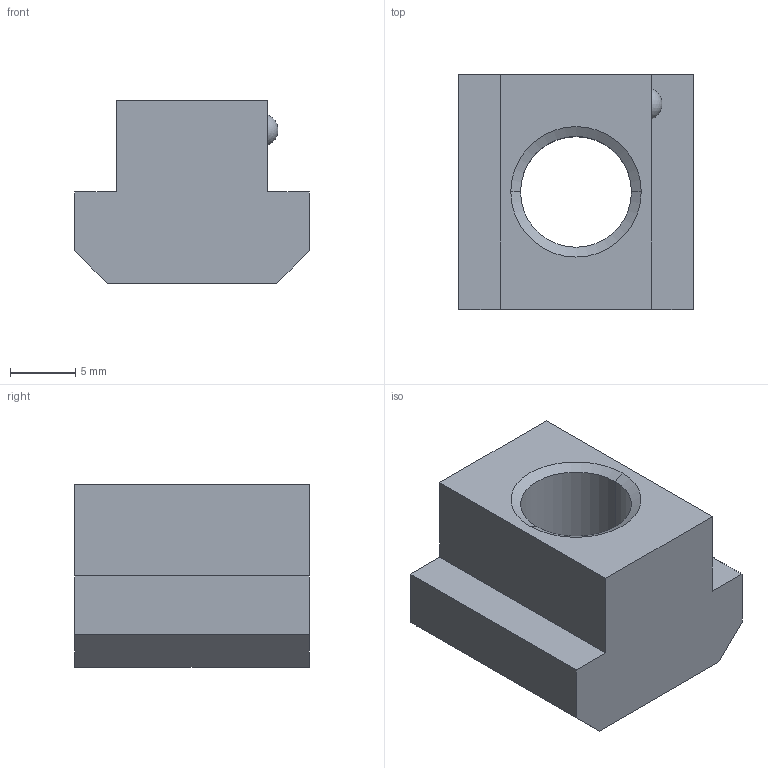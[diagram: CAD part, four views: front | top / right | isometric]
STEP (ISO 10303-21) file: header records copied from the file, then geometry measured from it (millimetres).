
FILE_DESCRIPTION(('STEP AP214'),'1');
FILE_NAME(' ',' ',('TraceParts'),('TraceParts S.A.'),'XStep 1.0',' ',' ');
FILE_SCHEMA(('automotive_design'));
Length unit declared in the file: millimetre
Products named in the file (1): 1
Bounding box: 18 x 18 x 14 mm (x, y, z)
Volume: 2820.1 mm3; surface area: 1755.4 mm2
Topology: 1 solids, 1 shells, 17 faces, 42 edges, 28 vertices
Faces by surface type: plane 12, cylinder 2, cone 2, sphere 1
Entity records: 1018 total; most frequent: STYLED_ITEM 88, PRESENTATION_STYLE_ASSIGNMENT 88, CARTESIAN_POINT 88, COLOUR_RGB 88, DIRECTION 86, ORIENTED_EDGE 84, EDGE_CURVE 42, CURVE_STYLE 42
